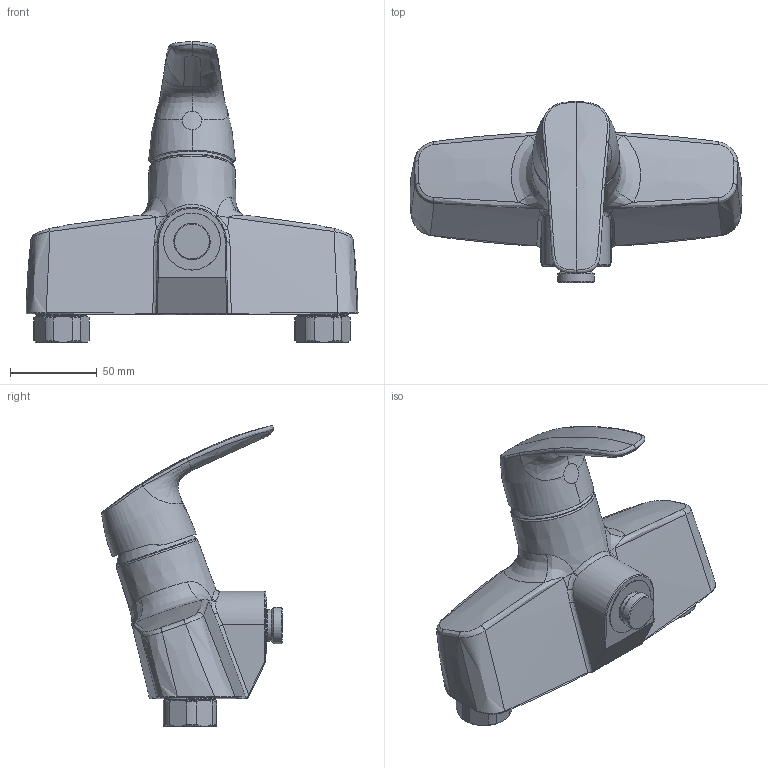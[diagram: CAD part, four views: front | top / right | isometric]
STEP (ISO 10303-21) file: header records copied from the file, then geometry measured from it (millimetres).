
FILE_DESCRIPTION (( 'STEP AP203' ), '1' );
FILE_NAME ('1075(2017)+45120183.STEP', '2017-03-09T05:42:21', ( '' ), ( '' ), 'SwSTEP 2.0', 'SolidWorks 2016', '' );
FILE_SCHEMA (( 'CONFIG_CONTROL_DESIGN' ));
Length unit declared in the file: millimetre
Products named in the file (1): 1075(2017)+45120183
Bounding box: 191.05 x 104.06 x 172.92 mm (x, y, z)
Volume: 656967.3 mm3; surface area: 66000.4 mm2
Topology: 1 solids, 1 shells, 181 faces, 418 edges, 256 vertices
Faces by surface type: bspline 82, plane 36, cylinder 33, cone 29, torus 1
Full cylindrical faces by diameter (mm): 12.5 x2, 18 x1, 20.955 x1, 21.2 x2, 24 x2, 26 x2, 29 x2, 32.8 x1
Entity records: 17487 total; most frequent: CARTESIAN_POINT 14185, ORIENTED_EDGE 760, DIRECTION 466, EDGE_CURVE 380, VERTEX_POINT 242, EDGE_LOOP 222, B_SPLINE_CURVE_WITH_KNOTS 218, AXIS2_PLACEMENT_3D 213
